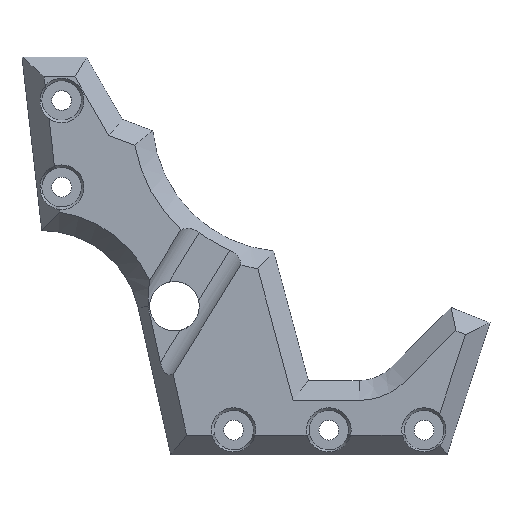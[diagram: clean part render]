
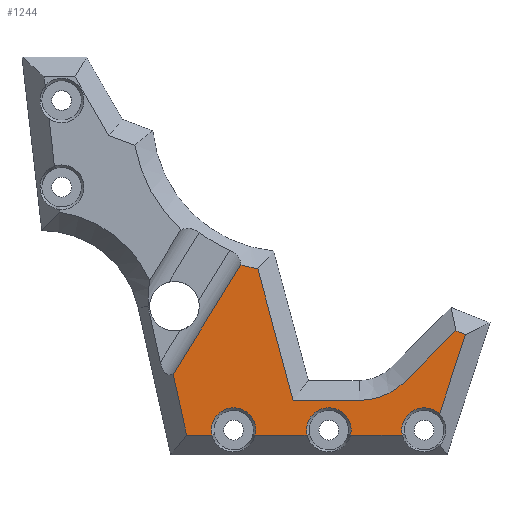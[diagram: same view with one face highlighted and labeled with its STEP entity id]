
A CAD part, left-side view. The second image highlights one B-rep face of the part: STEP entity #1244.
In plain terms, the highlighted planar face has unit normal (-1, 0, 0).
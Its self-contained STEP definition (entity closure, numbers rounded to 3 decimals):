
#103=CIRCLE('',#1343,4.5);
#104=CIRCLE('',#1344,4.5);
#105=CIRCLE('',#1345,4.5);
#106=CIRCLE('',#1346,13.25);
#107=CIRCLE('',#1347,31.);
#154=ORIENTED_EDGE('',*,*,#510,.F.);
#155=ORIENTED_EDGE('',*,*,#511,.F.);
#156=ORIENTED_EDGE('',*,*,#512,.F.);
#157=ORIENTED_EDGE('',*,*,#513,.F.);
#158=ORIENTED_EDGE('',*,*,#514,.F.);
#159=ORIENTED_EDGE('',*,*,#515,.F.);
#160=ORIENTED_EDGE('',*,*,#516,.F.);
#161=ORIENTED_EDGE('',*,*,#517,.F.);
#162=ORIENTED_EDGE('',*,*,#518,.F.);
#163=ORIENTED_EDGE('',*,*,#519,.F.);
#164=ORIENTED_EDGE('',*,*,#520,.F.);
#165=ORIENTED_EDGE('',*,*,#521,.F.);
#166=ORIENTED_EDGE('',*,*,#522,.F.);
#167=ORIENTED_EDGE('',*,*,#523,.F.);
#168=ORIENTED_EDGE('',*,*,#524,.T.);
#510=EDGE_CURVE('',#688,#689,#801,.T.);
#511=EDGE_CURVE('',#690,#688,#802,.T.);
#512=EDGE_CURVE('',#691,#690,#803,.T.);
#513=EDGE_CURVE('',#692,#691,#103,.F.);
#514=EDGE_CURVE('',#693,#692,#804,.T.);
#515=EDGE_CURVE('',#694,#693,#104,.F.);
#516=EDGE_CURVE('',#695,#694,#805,.T.);
#517=EDGE_CURVE('',#696,#695,#105,.F.);
#518=EDGE_CURVE('',#697,#696,#806,.T.);
#519=EDGE_CURVE('',#698,#697,#807,.T.);
#520=EDGE_CURVE('',#699,#698,#808,.F.);
#521=EDGE_CURVE('',#700,#699,#106,.T.);
#522=EDGE_CURVE('',#701,#700,#809,.T.);
#523=EDGE_CURVE('',#702,#701,#810,.T.);
#524=EDGE_CURVE('',#702,#689,#107,.F.);
#688=VERTEX_POINT('',#1826);
#689=VERTEX_POINT('',#1827);
#690=VERTEX_POINT('',#1829);
#691=VERTEX_POINT('',#1831);
#692=VERTEX_POINT('',#1833);
#693=VERTEX_POINT('',#1835);
#694=VERTEX_POINT('',#1837);
#695=VERTEX_POINT('',#1839);
#696=VERTEX_POINT('',#1841);
#697=VERTEX_POINT('',#1843);
#698=VERTEX_POINT('',#1845);
#699=VERTEX_POINT('',#1847);
#700=VERTEX_POINT('',#1849);
#701=VERTEX_POINT('',#1851);
#702=VERTEX_POINT('',#1853);
#801=LINE('',#1825,#892);
#802=LINE('',#1828,#893);
#803=LINE('',#1830,#894);
#804=LINE('',#1834,#895);
#805=LINE('',#1838,#896);
#806=LINE('',#1842,#897);
#807=LINE('',#1844,#898);
#808=LINE('',#1846,#899);
#809=LINE('',#1850,#900);
#810=LINE('',#1852,#901);
#892=VECTOR('',#1478,1000.);
#893=VECTOR('',#1479,1000.);
#894=VECTOR('',#1480,1000.);
#895=VECTOR('',#1483,1000.);
#896=VECTOR('',#1486,1000.);
#897=VECTOR('',#1489,1000.);
#898=VECTOR('',#1490,1000.);
#899=VECTOR('',#1491,1000.);
#900=VECTOR('',#1494,1000.);
#901=VECTOR('',#1495,1000.);
#981=EDGE_LOOP('',(#154,#155,#156,#157,#158,#159,#160,#161,#162,#163,#164,
#165,#166,#167,#168));
#1091=FACE_BOUND('',#981,.T.);
#1201=PLANE('',#1342);
#1244=ADVANCED_FACE('',(#1091),#1201,.T.);
#1342=AXIS2_PLACEMENT_3D('',#1824,#1476,#1477);
#1343=AXIS2_PLACEMENT_3D('',#1832,#1481,#1482);
#1344=AXIS2_PLACEMENT_3D('',#1836,#1484,#1485);
#1345=AXIS2_PLACEMENT_3D('',#1840,#1487,#1488);
#1346=AXIS2_PLACEMENT_3D('',#1848,#1492,#1493);
#1347=AXIS2_PLACEMENT_3D('',#1854,#1496,#1497);
#1476=DIRECTION('',(-1.,0.,0.));
#1477=DIRECTION('',(0.,0.,-1.));
#1478=DIRECTION('',(0.,-0.526,0.851));
#1479=DIRECTION('',(0.,0.216,0.976));
#1480=DIRECTION('',(0.,1.,0.));
#1481=DIRECTION('',(1.,0.,0.));
#1482=DIRECTION('',(0.,0.,-1.));
#1483=DIRECTION('',(0.,1.,0.));
#1484=DIRECTION('',(1.,0.,0.));
#1485=DIRECTION('',(0.,0.,-1.));
#1486=DIRECTION('',(0.,1.,0.));
#1487=DIRECTION('',(1.,0.,0.));
#1488=DIRECTION('',(0.,0.,-1.));
#1489=DIRECTION('',(0.,0.309,-0.951));
#1490=DIRECTION('',(0.,-0.931,-0.366));
#1491=DIRECTION('',(0.,0.707,-0.707));
#1492=DIRECTION('',(-1.,0.,0.));
#1493=DIRECTION('',(0.,0.,1.));
#1494=DIRECTION('',(0.,-1.,0.));
#1495=DIRECTION('',(0.,-0.259,-0.966));
#1496=DIRECTION('',(-1.,0.,0.));
#1497=DIRECTION('',(0.,0.,1.));
#1824=CARTESIAN_POINT('',(-46.,38.995,20.827));
#1825=CARTESIAN_POINT('',(-46.,-1.325,34.134));
#1826=CARTESIAN_POINT('',(-46.,12.497,11.784));
#1827=CARTESIAN_POINT('',(-46.,-1.159,33.865));
#1828=CARTESIAN_POINT('',(-46.,15.636,25.989));
#1829=CARTESIAN_POINT('',(-46.,9.782,-0.5));
#1830=CARTESIAN_POINT('',(-46.,38.995,-0.5));
#1831=CARTESIAN_POINT('',(-46.,4.705,-0.5));
#1832=CARTESIAN_POINT('',(-46.,0.308,0.5));
#1833=CARTESIAN_POINT('',(-46.003,-4.088,-0.495));
#1834=CARTESIAN_POINT('',(-46.,38.995,-0.5));
#1835=CARTESIAN_POINT('',(-46.,-14.501,-0.5));
#1836=CARTESIAN_POINT('',(-46.,-18.897,0.5));
#1837=CARTESIAN_POINT('',(-46.003,-23.293,-0.495));
#1838=CARTESIAN_POINT('',(-46.,38.995,-0.5));
#1839=CARTESIAN_POINT('',(-46.002,-33.71,-0.495));
#1840=CARTESIAN_POINT('',(-46.,-38.105,0.5));
#1841=CARTESIAN_POINT('',(-45.997,-41.23,3.726));
#1842=CARTESIAN_POINT('',(-46.,-38.588,-4.381));
#1843=CARTESIAN_POINT('',(-46.,-46.44,19.785));
#1844=CARTESIAN_POINT('',(-46.,27.908,49.021));
#1845=CARTESIAN_POINT('',(-46.,-44.53,20.536));
#1846=CARTESIAN_POINT('',(-46.,-2.913,-21.081));
#1847=CARTESIAN_POINT('',(-46.,-34.375,10.381));
#1848=CARTESIAN_POINT('',(-46.,-25.005,19.75));
#1849=CARTESIAN_POINT('',(-46.,-25.005,6.5));
#1850=CARTESIAN_POINT('',(-46.,38.995,6.5));
#1851=CARTESIAN_POINT('',(-46.,-11.686,6.5));
#1852=CARTESIAN_POINT('',(-46.,-4.709,32.537));
#1853=CARTESIAN_POINT('',(-46.,-4.579,33.024));
#1854=CARTESIAN_POINT('',(-46.,-10.255,63.5));
